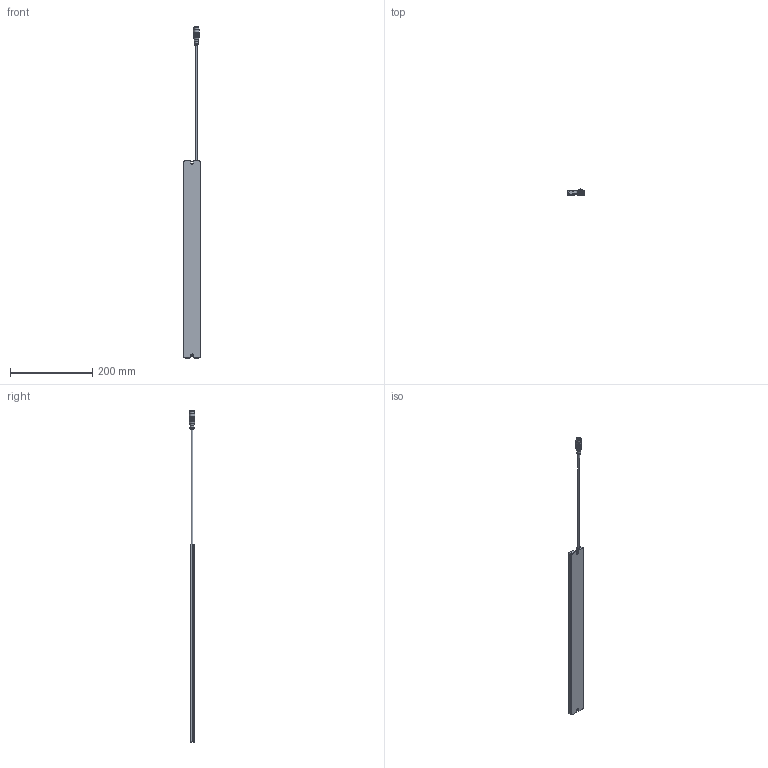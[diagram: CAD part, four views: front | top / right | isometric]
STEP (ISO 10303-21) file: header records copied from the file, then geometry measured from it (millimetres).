
FILE_DESCRIPTION(/* description */ ('DISO X xxx'),/* implementation_level */ '2;1');
FILE_NAME(/* name */ 'SB-RGB-480.stp',/* time_stamp */ '2017-07-20T15:24:35+02:00',/* author */ ('lsa'),/* organization */ ('di-soric GmbH & Co. KG'),/* preprocessor_version */ 'ST-DEVELOPER v16.5',/* originating_system */ 'Autodesk Inventor 2017',/* authorisation */ '');
FILE_SCHEMA (('AUTOMOTIVE_DESIGN { 1 0 10303 214 3 1 1 }'));
Length unit declared in the file: millimetre
Products named in the file (4): SB-RGB-480; GehMB2M_V04; 988.0096.217; Verguss 480er
Assembly tree (3 placements, depth 2):
  SB-RGB-480
    GehMB2M_V04
    988.0096.217
    Verguss 480er
Bounding box: 40 x 14.5 x 806.75 mm (x, y, z)
Volume: 196554.9 mm3; surface area: 94335.7 mm2
Topology: 3 solids, 3 shells, 216 faces, 488 edges, 300 vertices
Faces by surface type: plane 81, cylinder 74, cone 31, torus 24, bspline 6
Full cylindrical faces by diameter (mm): 1 x5, 1.03 x5, 2 x1, 4.2 x1, 4.5 x1, 8.3 x1, 8.8 x1, 9.4 x1, 10.3 x1, 10.7 x1, 10.773 x1, 12 x1, 14.2 x2, 14.5 x4
Entity records: 6355 total; most frequent: CARTESIAN_POINT 1412, DIRECTION 1083, ORIENTED_EDGE 886, EDGE_CURVE 443, AXIS2_PLACEMENT_3D 441, VERTEX_POINT 298, EDGE_LOOP 283, CIRCLE 222
